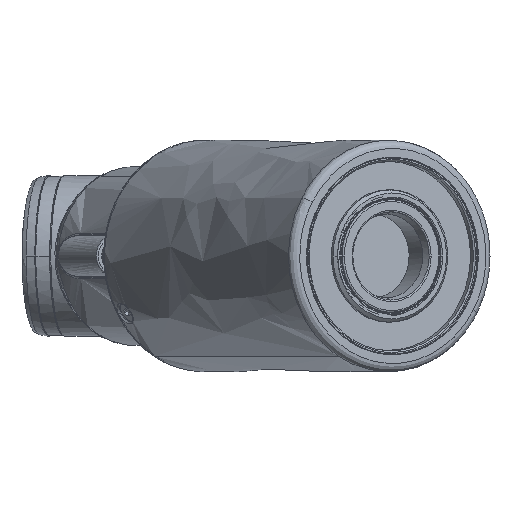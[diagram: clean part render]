
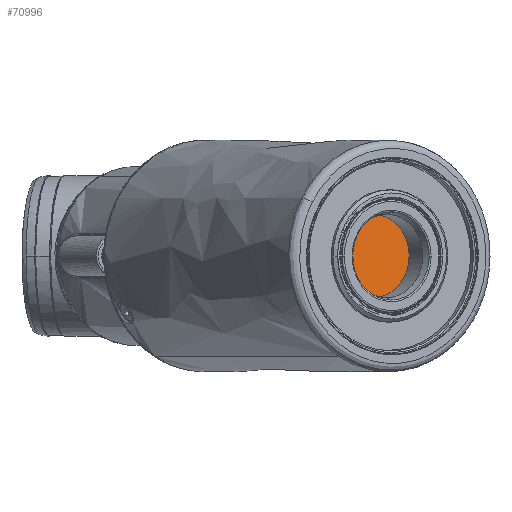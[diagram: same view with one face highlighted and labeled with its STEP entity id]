
A CAD part, left-side view. The second image highlights one B-rep face of the part: STEP entity #70996.
In plain terms, the highlighted free-form (B-spline) face has degree [1, 1] with [2, 2] control points.
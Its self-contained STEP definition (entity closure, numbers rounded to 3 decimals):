
#70938 = EDGE_CURVE('',#70939,#70941,#70943,.T.);
#70939 = VERTEX_POINT('',#70940);
#70940 = CARTESIAN_POINT('',(-19.492,-82.465,
    -15.924));
#70941 = VERTEX_POINT('',#70942);
#70942 = CARTESIAN_POINT('',(-19.492,-82.465,
    15.924));
#70943 = ( BOUNDED_CURVE() B_SPLINE_CURVE(2,(#70944,#70945,#70946,#70947
,#70948),.UNSPECIFIED.,.F.,.F.) B_SPLINE_CURVE_WITH_KNOTS((3,2,3),(
    4.712,6.283,7.854),
.PIECEWISE_BEZIER_KNOTS.) CURVE() GEOMETRIC_REPRESENTATION_ITEM() 
RATIONAL_B_SPLINE_CURVE((1.,0.707,1.,0.707,1.)) 
REPRESENTATION_ITEM('') );
#70944 = CARTESIAN_POINT('',(-19.492,-82.465,
    -15.924));
#70945 = CARTESIAN_POINT('',(-27.454,-68.674,
    -15.924));
#70946 = CARTESIAN_POINT('',(-27.454,-68.674,
    0.));
#70947 = CARTESIAN_POINT('',(-27.454,-68.674,
    15.924));
#70948 = CARTESIAN_POINT('',(-19.492,-82.465,
    15.924));
#70977 = EDGE_CURVE('',#70941,#70939,#70978,.T.);
#70978 = ( BOUNDED_CURVE() B_SPLINE_CURVE(2,(#70979,#70980,#70981,#70982
,#70983),.UNSPECIFIED.,.F.,.F.) B_SPLINE_CURVE_WITH_KNOTS((3,2,3),(
    1.571,3.142,4.712),
.PIECEWISE_BEZIER_KNOTS.) CURVE() GEOMETRIC_REPRESENTATION_ITEM() 
RATIONAL_B_SPLINE_CURVE((1.,0.707,1.,0.707,1.)) 
REPRESENTATION_ITEM('') );
#70979 = CARTESIAN_POINT('',(-19.492,-82.465,
    15.924));
#70980 = CARTESIAN_POINT('',(-11.53,-96.256,
    15.924));
#70981 = CARTESIAN_POINT('',(-11.53,-96.256,
    0.));
#70982 = CARTESIAN_POINT('',(-11.53,-96.256,
    -15.924));
#70983 = CARTESIAN_POINT('',(-19.492,-82.465,
    -15.924));
#70996 = ADVANCED_FACE('',(#70997),#71001,.T.);
#70997 = FACE_BOUND('',#70998,.T.);
#70998 = EDGE_LOOP('',(#70999,#71000));
#70999 = ORIENTED_EDGE('',*,*,#70938,.F.);
#71000 = ORIENTED_EDGE('',*,*,#70977,.F.);
#71001 = B_SPLINE_SURFACE_WITH_KNOTS('',1,1,(
    (#71002,#71003)
    ,(#71004,#71005
  )),.UNSPECIFIED.,.F.,.F.,.F.,(2,2),(2,2),(-12.6,12.6),(-12.6,12.6),
  .PIECEWISE_BEZIER_KNOTS.);
#71002 = CARTESIAN_POINT('',(-11.53,-96.256,
    15.924));
#71003 = CARTESIAN_POINT('',(-11.53,-96.256,
    -15.924));
#71004 = CARTESIAN_POINT('',(-27.454,-68.674,
    15.924));
#71005 = CARTESIAN_POINT('',(-27.454,-68.674,
    -15.924));
